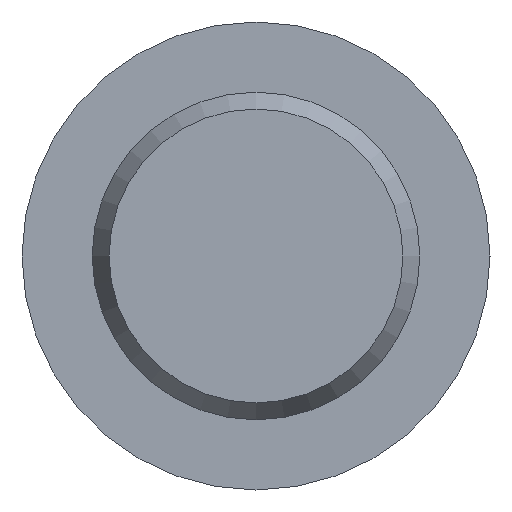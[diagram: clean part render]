
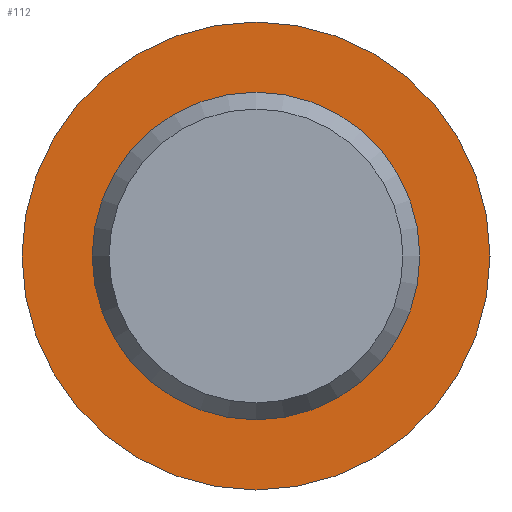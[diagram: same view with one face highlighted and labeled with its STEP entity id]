
A CAD part, left-side view. The second image highlights one B-rep face of the part: STEP entity #112.
In plain terms, the highlighted planar face has unit normal (-1, 0, 0).
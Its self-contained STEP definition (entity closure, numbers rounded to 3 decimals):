
#12 = DIRECTION ( 'NONE',  ( -1., 0., 0. ) ) ;
#17 = DIRECTION ( 'NONE',  ( -1., 0., 0. ) ) ;
#27 = EDGE_CURVE ( 'NONE', #33, #33, #31, .T. ) ;
#31 = CIRCLE ( 'NONE', #103, 10. ) ;
#33 = VERTEX_POINT ( 'NONE', #248 ) ;
#53 = DIRECTION ( 'NONE',  ( 0., 0., 1. ) ) ;
#71 = EDGE_LOOP ( 'NONE', ( #159 ) ) ;
#81 = EDGE_LOOP ( 'NONE', ( #120 ) ) ;
#91 = AXIS2_PLACEMENT_3D ( 'NONE', #158, #12, #53 ) ;
#92 = FACE_OUTER_BOUND ( 'NONE', #81, .T. ) ;
#103 = AXIS2_PLACEMENT_3D ( 'NONE', #121, #17, #148 ) ;
#110 = PLANE ( 'NONE',  #242 ) ;
#112 = ADVANCED_FACE ( 'NONE', ( #183, #92 ), #110, .F. ) ;
#120 = ORIENTED_EDGE ( 'NONE', *, *, #27, .T. ) ;
#121 = CARTESIAN_POINT ( 'NONE',  ( 33., 0., 0. ) ) ;
#148 = DIRECTION ( 'NONE',  ( 0., 0., 1. ) ) ;
#158 = CARTESIAN_POINT ( 'NONE',  ( 33., 0., 0. ) ) ;
#159 = ORIENTED_EDGE ( 'NONE', *, *, #247, .F. ) ;
#183 = FACE_BOUND ( 'NONE', #71, .T. ) ;
#196 = CARTESIAN_POINT ( 'NONE',  ( 33., 0., 7. ) ) ;
#198 = VERTEX_POINT ( 'NONE', #196 ) ;
#207 = CARTESIAN_POINT ( 'NONE',  ( 33., 10., 0. ) ) ;
#209 = DIRECTION ( 'NONE',  ( 1., 0., 0. ) ) ;
#211 = CIRCLE ( 'NONE', #91, 7. ) ;
#242 = AXIS2_PLACEMENT_3D ( 'NONE', #207, #209, #243 ) ;
#243 = DIRECTION ( 'NONE',  ( 0., 0., -1. ) ) ;
#247 = EDGE_CURVE ( 'NONE', #198, #198, #211, .T. ) ;
#248 = CARTESIAN_POINT ( 'NONE',  ( 33., 0., 10. ) ) ;
